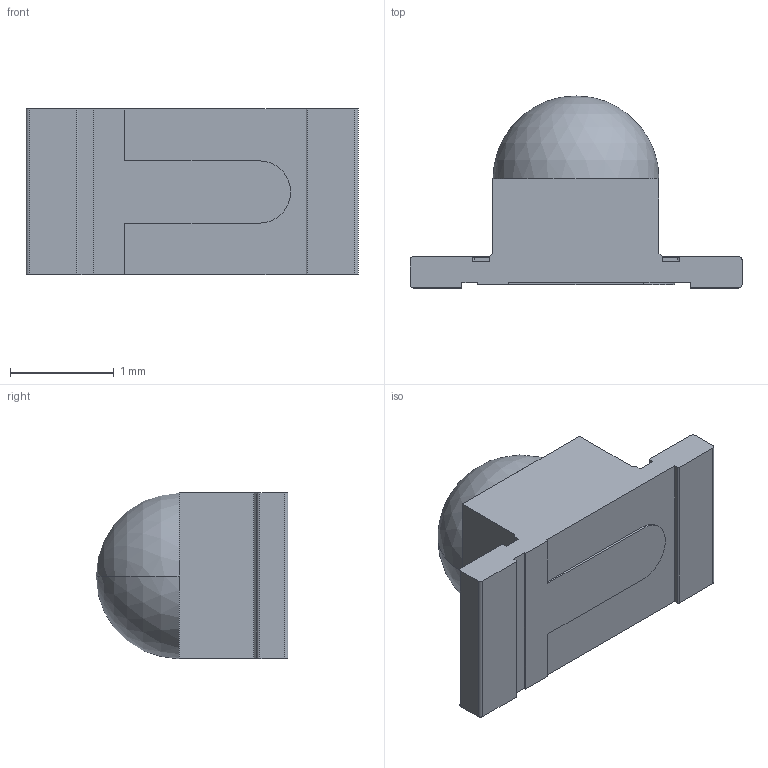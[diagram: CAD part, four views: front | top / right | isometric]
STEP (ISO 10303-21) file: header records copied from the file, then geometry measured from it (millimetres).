
FILE_DESCRIPTION((''),'2;1');
FILE_NAME('5W_SW','2022-08-10T',('STJ945188'),('Nihon Parametric Technology K.K.'),'CREO PARAMETRIC BY PTC INC, 2017480','CREO PARAMETRIC BY PTC INC, 2017480','');
FILE_SCHEMA(('CONFIG_CONTROL_DESIGN'));
Length unit declared in the file: millimetre
Products named in the file (1): 5W_SW
Bounding box: 3.2 x 1.85 x 1.6 mm (x, y, z)
Volume: 4.4 mm3; surface area: 20.1 mm2
Topology: 1 solids, 1 shells, 67 faces, 180 edges, 113 vertices
Faces by surface type: plane 42, cylinder 19, torus 4, sphere 2
Entity records: 2102 total; most frequent: DIRECTION 360, CARTESIAN_POINT 358, ORIENTED_EDGE 356, EDGE_CURVE 178, VECTOR 130, LINE 130, AXIS2_PLACEMENT_3D 115, VERTEX_POINT 113
